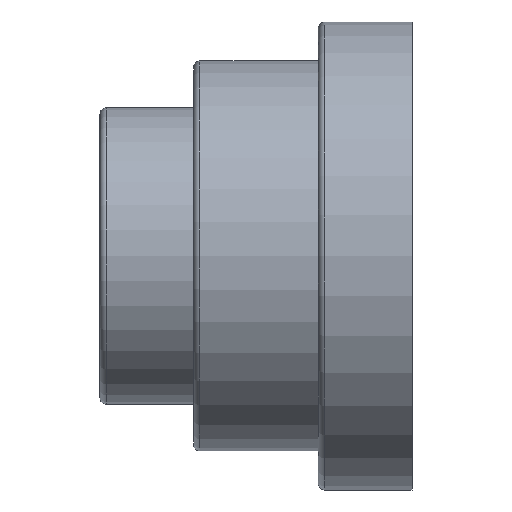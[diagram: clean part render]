
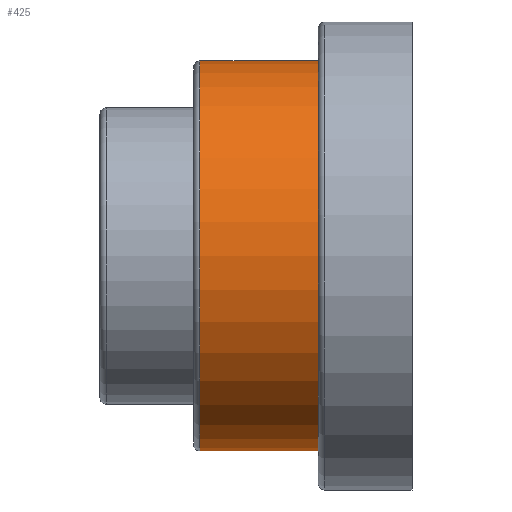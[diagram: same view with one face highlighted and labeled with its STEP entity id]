
A CAD part, top view. The second image highlights one B-rep face of the part: STEP entity #425.
In plain terms, the highlighted cylindrical face has radius 62.5 mm (diameter 125 mm), a partial arc.
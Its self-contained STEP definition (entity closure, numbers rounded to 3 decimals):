
#10 = VERTEX_POINT ( 'NONE', #850 ) ;
#17 = DIRECTION ( 'NONE',  ( -1., 0., 0. ) ) ;
#50 = EDGE_CURVE ( 'NONE', #10, #1773, #1650, .T. ) ;
#119 = CARTESIAN_POINT ( 'NONE',  ( 70., 62.5, 0. ) ) ;
#125 = AXIS2_PLACEMENT_3D ( 'NONE', #1726, #1440, #735 ) ;
#148 = DIRECTION ( 'NONE',  ( 0., -1., 0. ) ) ;
#151 = LINE ( 'NONE', #1664, #667 ) ;
#180 = EDGE_CURVE ( 'NONE', #10, #1435, #220, .T. ) ;
#220 = LINE ( 'NONE', #447, #1518 ) ;
#276 = ORIENTED_EDGE ( 'NONE', *, *, #985, .T. ) ;
#291 = CYLINDRICAL_SURFACE ( 'NONE', #1615, 62.5 ) ;
#425 = ADVANCED_FACE ( 'NONE', ( #919 ), #291, .T. ) ;
#447 = CARTESIAN_POINT ( 'NONE',  ( 0., -62.5, 0. ) ) ;
#453 = DIRECTION ( 'NONE',  ( -1., 0., 0. ) ) ;
#490 = ORIENTED_EDGE ( 'NONE', *, *, #1776, .T. ) ;
#544 = CARTESIAN_POINT ( 'NONE',  ( 32., 62.5, 0. ) ) ;
#623 = EDGE_LOOP ( 'NONE', ( #921, #276, #490, #1416 ) ) ;
#634 = AXIS2_PLACEMENT_3D ( 'NONE', #872, #17, #148 ) ;
#667 = VECTOR ( 'NONE', #1227, 1000. ) ;
#674 = CARTESIAN_POINT ( 'NONE',  ( 0., 0., 0. ) ) ;
#735 = DIRECTION ( 'NONE',  ( 0., 1., 0. ) ) ;
#850 = CARTESIAN_POINT ( 'NONE',  ( 70., -62.5, 0. ) ) ;
#872 = CARTESIAN_POINT ( 'NONE',  ( 70., 0., 0. ) ) ;
#919 = FACE_OUTER_BOUND ( 'NONE', #623, .T. ) ;
#921 = ORIENTED_EDGE ( 'NONE', *, *, #50, .T. ) ;
#985 = EDGE_CURVE ( 'NONE', #1773, #1240, #151, .T. ) ;
#1227 = DIRECTION ( 'NONE',  ( -1., 0., 0. ) ) ;
#1240 = VERTEX_POINT ( 'NONE', #544 ) ;
#1416 = ORIENTED_EDGE ( 'NONE', *, *, #180, .F. ) ;
#1435 = VERTEX_POINT ( 'NONE', #1532 ) ;
#1440 = DIRECTION ( 'NONE',  ( 1., 0., 0. ) ) ;
#1518 = VECTOR ( 'NONE', #453, 1000. ) ;
#1527 = DIRECTION ( 'NONE',  ( 0., -1., 0. ) ) ;
#1532 = CARTESIAN_POINT ( 'NONE',  ( 32., -62.5, 0. ) ) ;
#1615 = AXIS2_PLACEMENT_3D ( 'NONE', #674, #1676, #1527 ) ;
#1650 = CIRCLE ( 'NONE', #634, 62.5 ) ;
#1664 = CARTESIAN_POINT ( 'NONE',  ( 0., 62.5, 0. ) ) ;
#1676 = DIRECTION ( 'NONE',  ( -1., 0., 0. ) ) ;
#1726 = CARTESIAN_POINT ( 'NONE',  ( 32., 0., 0. ) ) ;
#1773 = VERTEX_POINT ( 'NONE', #119 ) ;
#1776 = EDGE_CURVE ( 'NONE', #1240, #1435, #1867, .T. ) ;
#1867 = CIRCLE ( 'NONE', #125, 62.5 ) ;
